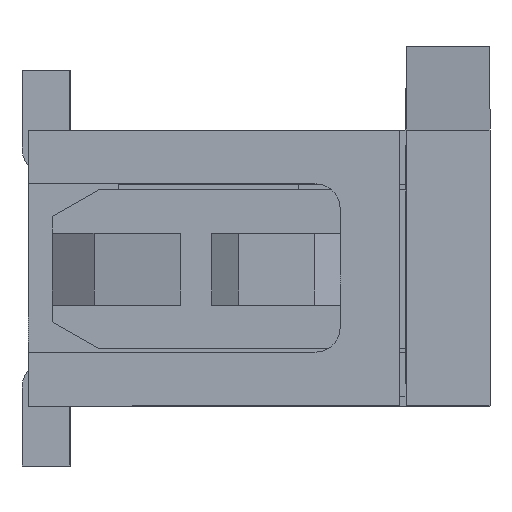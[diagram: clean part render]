
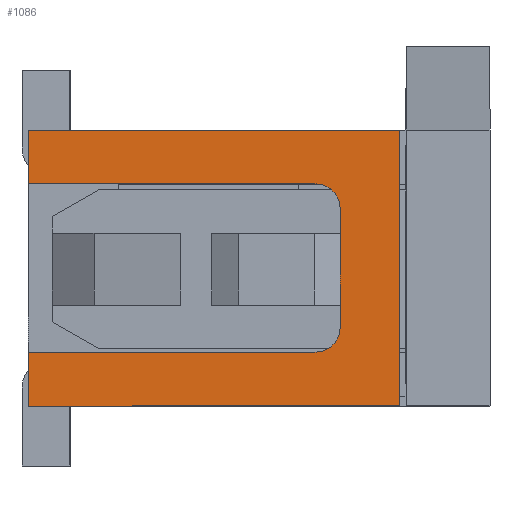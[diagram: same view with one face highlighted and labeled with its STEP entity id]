
A CAD part, left-side view. The second image highlights one B-rep face of the part: STEP entity #1086.
In plain terms, the highlighted planar face has unit normal (-1, 0, 0).
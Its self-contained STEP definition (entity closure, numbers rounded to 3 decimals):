
#146=CIRCLE('',#14029,0.2);
#147=CIRCLE('',#14030,0.2);
#454=FACE_OUTER_BOUND('',#2256,.T.);
#1086=ADVANCED_FACE('',(#454),#1715,.T.);
#1715=PLANE('',#14031);
#2256=EDGE_LOOP('',(#3912,#3913,#3914,#3915,#3916,#3917,#3918,#3919,#3920,
#3921));
#3912=ORIENTED_EDGE('',*,*,#8830,.T.);
#3913=ORIENTED_EDGE('',*,*,#8972,.T.);
#3914=ORIENTED_EDGE('',*,*,#9013,.T.);
#3915=ORIENTED_EDGE('',*,*,#8773,.T.);
#3916=ORIENTED_EDGE('',*,*,#9014,.T.);
#3917=ORIENTED_EDGE('',*,*,#9015,.T.);
#3918=ORIENTED_EDGE('',*,*,#8826,.T.);
#3919=ORIENTED_EDGE('',*,*,#8473,.T.);
#3920=ORIENTED_EDGE('',*,*,#9016,.T.);
#3921=ORIENTED_EDGE('',*,*,#8955,.F.);
#7112=VERTEX_POINT('',#18811);
#7113=VERTEX_POINT('',#18813);
#7300=VERTEX_POINT('',#19381);
#7301=VERTEX_POINT('',#19383);
#7336=VERTEX_POINT('',#19472);
#7339=VERTEX_POINT('',#19478);
#7340=VERTEX_POINT('',#19480);
#7446=VERTEX_POINT('',#19712);
#7459=VERTEX_POINT('',#19742);
#7484=VERTEX_POINT('',#19821);
#8473=EDGE_CURVE('',#7113,#7112,#10513,.T.);
#8773=EDGE_CURVE('',#7301,#7300,#10810,.T.);
#8826=EDGE_CURVE('',#7336,#7113,#10863,.T.);
#8830=EDGE_CURVE('',#7340,#7339,#10867,.T.);
#8955=EDGE_CURVE('',#7340,#7446,#10992,.T.);
#8972=EDGE_CURVE('',#7339,#7459,#11006,.T.);
#9013=EDGE_CURVE('',#7459,#7301,#146,.T.);
#9014=EDGE_CURVE('',#7300,#7484,#147,.T.);
#9015=EDGE_CURVE('',#7484,#7336,#11045,.T.);
#9016=EDGE_CURVE('',#7112,#7446,#11046,.T.);
#10513=LINE('',#18812,#12348);
#10810=LINE('',#19382,#12645);
#10863=LINE('',#19471,#12698);
#10867=LINE('',#19479,#12702);
#10992=LINE('',#19711,#12827);
#11006=LINE('',#19743,#12841);
#11045=LINE('',#19822,#12880);
#11046=LINE('',#19823,#12881);
#12348=VECTOR('',#15062,1.);
#12645=VECTOR('',#15529,1.);
#12698=VECTOR('',#15584,1.);
#12702=VECTOR('',#15588,1.);
#12827=VECTOR('',#15715,1.);
#12841=VECTOR('',#15737,1.);
#12880=VECTOR('',#15806,1.);
#12881=VECTOR('',#15807,1.);
#14029=AXIS2_PLACEMENT_3D('',#19819,#15802,#15803);
#14030=AXIS2_PLACEMENT_3D('',#19820,#15804,#15805);
#14031=AXIS2_PLACEMENT_3D('',#19824,#15808,#15809);
#15062=DIRECTION('',(0.,-1.,0.));
#15529=DIRECTION('',(0.,0.,-1.));
#15584=DIRECTION('',(0.,0.,-1.));
#15588=DIRECTION('',(0.,0.,-1.));
#15715=DIRECTION('',(0.,-1.,0.));
#15737=DIRECTION('',(0.,-1.,0.));
#15802=DIRECTION('',(1.,0.,0.));
#15803=DIRECTION('',(0.,1.,0.));
#15804=DIRECTION('',(1.,0.,0.));
#15805=DIRECTION('',(0.,1.,0.));
#15806=DIRECTION('',(0.,1.,0.));
#15807=DIRECTION('',(0.,0.,1.));
#15808=DIRECTION('',(-1.,0.,0.));
#15809=DIRECTION('',(0.,0.,1.));
#18811=CARTESIAN_POINT('',(-9.95,0.05,0.));
#18812=CARTESIAN_POINT('',(-9.95,3.15,0.));
#18813=CARTESIAN_POINT('',(-9.95,3.15,0.));
#19381=CARTESIAN_POINT('',(-9.95,0.55,0.65));
#19382=CARTESIAN_POINT('',(-9.95,0.55,1.65));
#19383=CARTESIAN_POINT('',(-9.95,0.55,1.65));
#19471=CARTESIAN_POINT('',(-9.95,3.15,2.3));
#19472=CARTESIAN_POINT('',(-9.95,3.15,0.45));
#19478=CARTESIAN_POINT('',(-9.95,3.15,1.85));
#19479=CARTESIAN_POINT('',(-9.95,3.15,2.3));
#19480=CARTESIAN_POINT('',(-9.95,3.15,2.3));
#19711=CARTESIAN_POINT('',(-9.95,3.15,2.3));
#19712=CARTESIAN_POINT('',(-9.95,0.05,2.3));
#19742=CARTESIAN_POINT('',(-9.95,0.75,1.85));
#19743=CARTESIAN_POINT('',(-9.95,3.15,1.85));
#19819=CARTESIAN_POINT('',(-9.95,0.75,1.65));
#19820=CARTESIAN_POINT('',(-9.95,0.75,0.65));
#19821=CARTESIAN_POINT('',(-9.95,0.75,0.45));
#19822=CARTESIAN_POINT('',(-9.95,0.75,0.45));
#19823=CARTESIAN_POINT('',(-9.95,0.05,0.));
#19824=CARTESIAN_POINT('',(-9.95,3.15,2.3));
